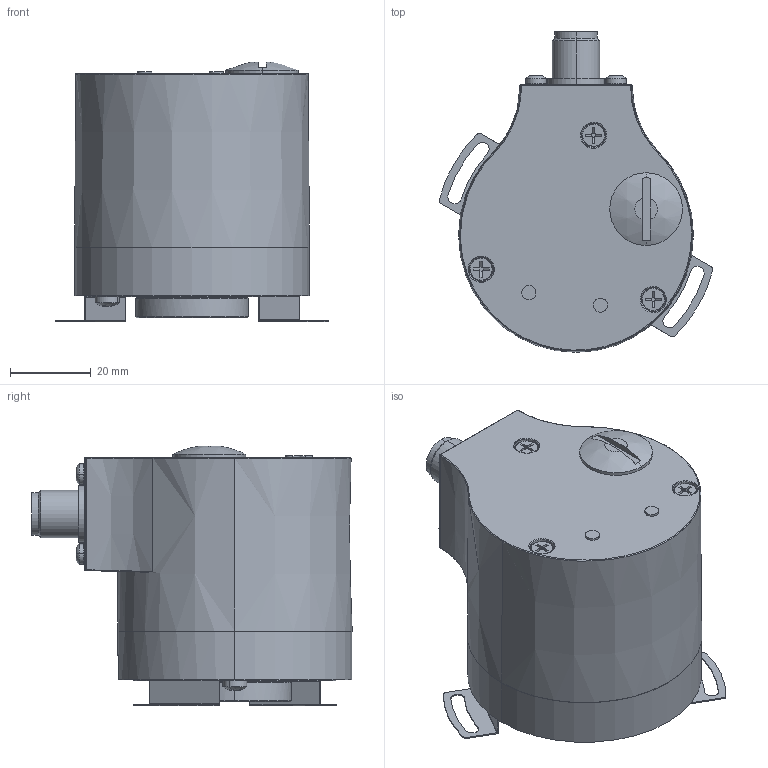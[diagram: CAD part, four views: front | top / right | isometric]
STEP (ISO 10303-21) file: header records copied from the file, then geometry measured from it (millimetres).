
FILE_DESCRIPTION (( 'STEP AP214' ), '1' );
FILE_NAME ('AM59H-1314-MB15-M12.STEP', '2025-07-28T23:50:40', ( '' ), ( '' ), 'SwSTEP 2.0', 'SolidWorks 2024', '' );
FILE_SCHEMA (( 'AUTOMOTIVE_DESIGN' ));
Length unit declared in the file: inch
Products named in the file (1): AM59H-1314-MB15-M12
Bounding box: 67.78 x 79.38 x 64.3 mm (x, y, z)
Volume: 60498.4 mm3; surface area: 50265.1 mm2
Topology: 22 solids, 22 shells, 1770 faces, 4733 edges, 3040 vertices
Faces by surface type: plane 1028, cylinder 388, cone 182, torus 128, sphere 22, bspline 22
Entity records: 59401 total; most frequent: CARTESIAN_POINT 15708, ORIENTED_EDGE 9362, DIRECTION 8602, EDGE_CURVE 4681, VERTEX_POINT 3036, VECTOR 3002, LINE 3002, AXIS2_PLACEMENT_3D 2800
